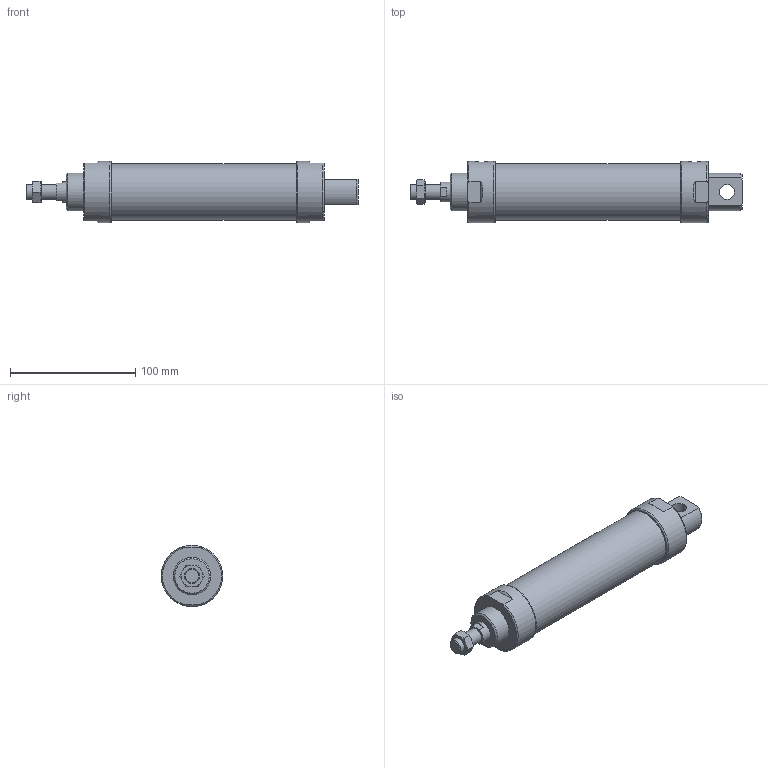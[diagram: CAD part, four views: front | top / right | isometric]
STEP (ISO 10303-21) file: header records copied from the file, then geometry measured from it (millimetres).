
FILE_DESCRIPTION(/* description */ ('STEP AP203'),/* implementation_level */ '2;1');
FILE_NAME(/* name */ 'RAL40X100-0-S()(0)',/* time_stamp */ '2024-05-09T17:02:06+02:00',/* author */ ('License CC BY-ND 4.0'),/* organization */ ('CADENAS'),/* preprocessor_version */ 'ST-DEVELOPER v19.3',/* originating_system */ 'PARTsolutions',/* authorisation */ ' ');
FILE_SCHEMA (('CONFIG_CONTROL_DESIGN'));
Length unit declared in the file: millimetre
Products named in the file (5): RAL40X100-0-S()(0); RAL40X100-0-S(0)-DUMMY; RAL40x100-0-S(0)-body; RAL4010010-ROD; RAL40-ROD-NUT
Assembly tree (4 placements, depth 2):
  RAL40X100-0-S()(0)
    RAL40X100-0-S(0)-DUMMY
    RAL40x100-0-S(0)-body
    RAL4010010-ROD
    RAL40-ROD-NUT
Bounding box: 265 x 49 x 49 mm (x, y, z)
Volume: 237284.5 mm3; surface area: 71689.7 mm2
Topology: 3 solids, 3 shells, 77 faces, 166 edges, 106 vertices
Faces by surface type: plane 36, cone 20, cylinder 15, torus 6
Full cylindrical faces by diameter (mm): 10.647 x1, 11.445 x2, 12 x2, 16 x2, 30 x1, 40 x2, 45 x1, 49 x2
Entity records: 2169 total; most frequent: CARTESIAN_POINT 505, DIRECTION 328, ORIENTED_EDGE 278, AXIS2_PLACEMENT_3D 145, EDGE_CURVE 139, EDGE_LOOP 112, FACE_BOUND 112, VERTEX_POINT 99
